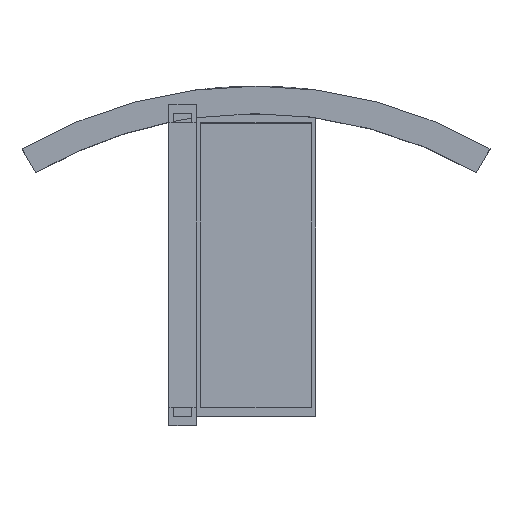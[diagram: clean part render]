
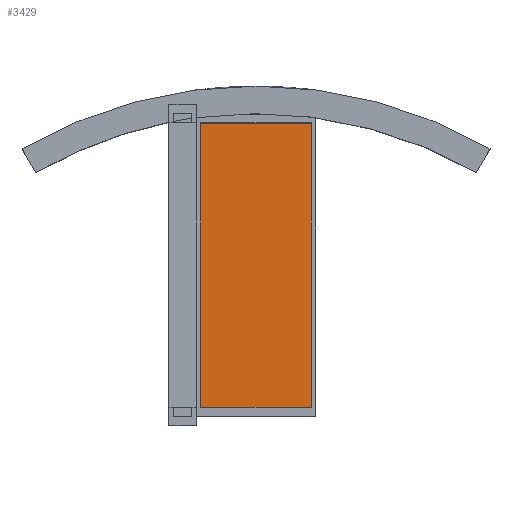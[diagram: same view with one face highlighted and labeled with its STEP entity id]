
A CAD part, top view. The second image highlights one B-rep face of the part: STEP entity #3429.
In plain terms, the highlighted planar face has unit normal (0, 0, 1).
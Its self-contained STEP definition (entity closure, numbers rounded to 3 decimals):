
#964 = PLANE('',#965);
#965 = AXIS2_PLACEMENT_3D('',#966,#967,#968);
#966 = CARTESIAN_POINT('',(13.5,38.,2.));
#967 = DIRECTION('',(0.,0.,1.));
#968 = DIRECTION('',(-1.,0.,0.));
#2417 = PLANE('',#2418);
#2418 = AXIS2_PLACEMENT_3D('',#2419,#2420,#2421);
#2419 = CARTESIAN_POINT('',(14.5,7.,2.));
#2420 = DIRECTION('',(1.,0.,0.));
#2421 = DIRECTION('',(0.,0.,1.));
#2456 = VERTEX_POINT('',#2457);
#2457 = CARTESIAN_POINT('',(13.5,38.,2.));
#2493 = PLANE('',#2494);
#2494 = AXIS2_PLACEMENT_3D('',#2495,#2496,#2497);
#2495 = CARTESIAN_POINT('',(2.5,38.,2.));
#2496 = DIRECTION('',(0.,1.,0.));
#2497 = DIRECTION('',(0.,0.,1.));
#2517 = VERTEX_POINT('',#2518);
#2518 = CARTESIAN_POINT('',(3.5,38.,2.));
#2539 = EDGE_CURVE('',#2456,#2517,#2540,.T.);
#2540 = SURFACE_CURVE('',#2541,(#2545,#2552),.PCURVE_S1.);
#2541 = LINE('',#2542,#2543);
#2542 = CARTESIAN_POINT('',(3.5,38.,2.));
#2543 = VECTOR('',#2544,1.);
#2544 = DIRECTION('',(-1.,0.,0.));
#2545 = PCURVE('',#964,#2546);
#2546 = DEFINITIONAL_REPRESENTATION('',(#2547),#2551);
#2547 = LINE('',#2548,#2549);
#2548 = CARTESIAN_POINT('',(10.,0.));
#2549 = VECTOR('',#2550,1.);
#2550 = DIRECTION('',(1.,0.));
#2551 = ( GEOMETRIC_REPRESENTATION_CONTEXT(2) 
PARAMETRIC_REPRESENTATION_CONTEXT() REPRESENTATION_CONTEXT('2D SPACE',''
  ) );
#2552 = PCURVE('',#2553,#2558);
#2553 = PLANE('',#2554);
#2554 = AXIS2_PLACEMENT_3D('',#2555,#2556,#2557);
#2555 = CARTESIAN_POINT('',(2.5,7.,2.));
#2556 = DIRECTION('',(0.,0.,1.));
#2557 = DIRECTION('',(1.,0.,0.));
#2558 = DEFINITIONAL_REPRESENTATION('',(#2559),#2563);
#2559 = LINE('',#2560,#2561);
#2560 = CARTESIAN_POINT('',(1.,31.));
#2561 = VECTOR('',#2562,1.);
#2562 = DIRECTION('',(-1.,0.));
#2563 = ( GEOMETRIC_REPRESENTATION_CONTEXT(2) 
PARAMETRIC_REPRESENTATION_CONTEXT() REPRESENTATION_CONTEXT('2D SPACE',''
  ) );
#2587 = PLANE('',#2588);
#2588 = AXIS2_PLACEMENT_3D('',#2589,#2590,#2591);
#2589 = CARTESIAN_POINT('',(2.5,38.,2.));
#2590 = DIRECTION('',(0.,1.,0.));
#2591 = DIRECTION('',(0.,0.,1.));
#2660 = PLANE('',#2661);
#2661 = AXIS2_PLACEMENT_3D('',#2662,#2663,#2664);
#2662 = CARTESIAN_POINT('',(2.5,7.,2.));
#2663 = DIRECTION('',(1.,0.,0.));
#2664 = DIRECTION('',(0.,0.,1.));
#3310 = VERTEX_POINT('',#3311);
#3311 = CARTESIAN_POINT('',(14.5,7.,2.));
#3327 = PLANE('',#3328);
#3328 = AXIS2_PLACEMENT_3D('',#3329,#3330,#3331);
#3329 = CARTESIAN_POINT('',(2.5,7.,2.));
#3330 = DIRECTION('',(0.,1.,0.));
#3331 = DIRECTION('',(0.,0.,1.));
#3339 = EDGE_CURVE('',#3310,#3340,#3342,.T.);
#3340 = VERTEX_POINT('',#3341);
#3341 = CARTESIAN_POINT('',(14.5,38.,2.));
#3342 = SURFACE_CURVE('',#3343,(#3347,#3354),.PCURVE_S1.);
#3343 = LINE('',#3344,#3345);
#3344 = CARTESIAN_POINT('',(14.5,7.,2.));
#3345 = VECTOR('',#3346,1.);
#3346 = DIRECTION('',(0.,1.,0.));
#3347 = PCURVE('',#2417,#3348);
#3348 = DEFINITIONAL_REPRESENTATION('',(#3349),#3353);
#3349 = LINE('',#3350,#3351);
#3350 = CARTESIAN_POINT('',(0.,0.));
#3351 = VECTOR('',#3352,1.);
#3352 = DIRECTION('',(0.,-1.));
#3353 = ( GEOMETRIC_REPRESENTATION_CONTEXT(2) 
PARAMETRIC_REPRESENTATION_CONTEXT() REPRESENTATION_CONTEXT('2D SPACE',''
  ) );
#3354 = PCURVE('',#2553,#3355);
#3355 = DEFINITIONAL_REPRESENTATION('',(#3356),#3360);
#3356 = LINE('',#3357,#3358);
#3357 = CARTESIAN_POINT('',(12.,0.));
#3358 = VECTOR('',#3359,1.);
#3359 = DIRECTION('',(0.,1.));
#3360 = ( GEOMETRIC_REPRESENTATION_CONTEXT(2) 
PARAMETRIC_REPRESENTATION_CONTEXT() REPRESENTATION_CONTEXT('2D SPACE',''
  ) );
#3409 = EDGE_CURVE('',#2456,#3340,#3410,.T.);
#3410 = SURFACE_CURVE('',#3411,(#3415,#3422),.PCURVE_S1.);
#3411 = LINE('',#3412,#3413);
#3412 = CARTESIAN_POINT('',(2.5,38.,2.));
#3413 = VECTOR('',#3414,1.);
#3414 = DIRECTION('',(1.,0.,0.));
#3415 = PCURVE('',#2493,#3416);
#3416 = DEFINITIONAL_REPRESENTATION('',(#3417),#3421);
#3417 = LINE('',#3418,#3419);
#3418 = CARTESIAN_POINT('',(0.,0.));
#3419 = VECTOR('',#3420,1.);
#3420 = DIRECTION('',(0.,1.));
#3421 = ( GEOMETRIC_REPRESENTATION_CONTEXT(2) 
PARAMETRIC_REPRESENTATION_CONTEXT() REPRESENTATION_CONTEXT('2D SPACE',''
  ) );
#3422 = PCURVE('',#2553,#3423);
#3423 = DEFINITIONAL_REPRESENTATION('',(#3424),#3428);
#3424 = LINE('',#3425,#3426);
#3425 = CARTESIAN_POINT('',(0.,31.));
#3426 = VECTOR('',#3427,1.);
#3427 = DIRECTION('',(1.,0.));
#3428 = ( GEOMETRIC_REPRESENTATION_CONTEXT(2) 
PARAMETRIC_REPRESENTATION_CONTEXT() REPRESENTATION_CONTEXT('2D SPACE',''
  ) );
#3429 = ADVANCED_FACE('',(#3430),#2553,.T.);
#3430 = FACE_BOUND('',#3431,.T.);
#3431 = EDGE_LOOP('',(#3432,#3457,#3478,#3479,#3480,#3481));
#3432 = ORIENTED_EDGE('',*,*,#3433,.F.);
#3433 = EDGE_CURVE('',#3434,#3436,#3438,.T.);
#3434 = VERTEX_POINT('',#3435);
#3435 = CARTESIAN_POINT('',(2.5,7.,2.));
#3436 = VERTEX_POINT('',#3437);
#3437 = CARTESIAN_POINT('',(2.5,38.,2.));
#3438 = SURFACE_CURVE('',#3439,(#3443,#3450),.PCURVE_S1.);
#3439 = LINE('',#3440,#3441);
#3440 = CARTESIAN_POINT('',(2.5,7.,2.));
#3441 = VECTOR('',#3442,1.);
#3442 = DIRECTION('',(0.,1.,0.));
#3443 = PCURVE('',#2553,#3444);
#3444 = DEFINITIONAL_REPRESENTATION('',(#3445),#3449);
#3445 = LINE('',#3446,#3447);
#3446 = CARTESIAN_POINT('',(0.,0.));
#3447 = VECTOR('',#3448,1.);
#3448 = DIRECTION('',(0.,1.));
#3449 = ( GEOMETRIC_REPRESENTATION_CONTEXT(2) 
PARAMETRIC_REPRESENTATION_CONTEXT() REPRESENTATION_CONTEXT('2D SPACE',''
  ) );
#3450 = PCURVE('',#2660,#3451);
#3451 = DEFINITIONAL_REPRESENTATION('',(#3452),#3456);
#3452 = LINE('',#3453,#3454);
#3453 = CARTESIAN_POINT('',(0.,0.));
#3454 = VECTOR('',#3455,1.);
#3455 = DIRECTION('',(0.,-1.));
#3456 = ( GEOMETRIC_REPRESENTATION_CONTEXT(2) 
PARAMETRIC_REPRESENTATION_CONTEXT() REPRESENTATION_CONTEXT('2D SPACE',''
  ) );
#3457 = ORIENTED_EDGE('',*,*,#3458,.T.);
#3458 = EDGE_CURVE('',#3434,#3310,#3459,.T.);
#3459 = SURFACE_CURVE('',#3460,(#3464,#3471),.PCURVE_S1.);
#3460 = LINE('',#3461,#3462);
#3461 = CARTESIAN_POINT('',(2.5,7.,2.));
#3462 = VECTOR('',#3463,1.);
#3463 = DIRECTION('',(1.,0.,0.));
#3464 = PCURVE('',#2553,#3465);
#3465 = DEFINITIONAL_REPRESENTATION('',(#3466),#3470);
#3466 = LINE('',#3467,#3468);
#3467 = CARTESIAN_POINT('',(0.,0.));
#3468 = VECTOR('',#3469,1.);
#3469 = DIRECTION('',(1.,0.));
#3470 = ( GEOMETRIC_REPRESENTATION_CONTEXT(2) 
PARAMETRIC_REPRESENTATION_CONTEXT() REPRESENTATION_CONTEXT('2D SPACE',''
  ) );
#3471 = PCURVE('',#3327,#3472);
#3472 = DEFINITIONAL_REPRESENTATION('',(#3473),#3477);
#3473 = LINE('',#3474,#3475);
#3474 = CARTESIAN_POINT('',(0.,0.));
#3475 = VECTOR('',#3476,1.);
#3476 = DIRECTION('',(0.,1.));
#3477 = ( GEOMETRIC_REPRESENTATION_CONTEXT(2) 
PARAMETRIC_REPRESENTATION_CONTEXT() REPRESENTATION_CONTEXT('2D SPACE',''
  ) );
#3478 = ORIENTED_EDGE('',*,*,#3339,.T.);
#3479 = ORIENTED_EDGE('',*,*,#3409,.F.);
#3480 = ORIENTED_EDGE('',*,*,#2539,.T.);
#3481 = ORIENTED_EDGE('',*,*,#3482,.F.);
#3482 = EDGE_CURVE('',#3436,#2517,#3483,.T.);
#3483 = SURFACE_CURVE('',#3484,(#3488,#3495),.PCURVE_S1.);
#3484 = LINE('',#3485,#3486);
#3485 = CARTESIAN_POINT('',(2.5,38.,2.));
#3486 = VECTOR('',#3487,1.);
#3487 = DIRECTION('',(1.,0.,0.));
#3488 = PCURVE('',#2553,#3489);
#3489 = DEFINITIONAL_REPRESENTATION('',(#3490),#3494);
#3490 = LINE('',#3491,#3492);
#3491 = CARTESIAN_POINT('',(0.,31.));
#3492 = VECTOR('',#3493,1.);
#3493 = DIRECTION('',(1.,0.));
#3494 = ( GEOMETRIC_REPRESENTATION_CONTEXT(2) 
PARAMETRIC_REPRESENTATION_CONTEXT() REPRESENTATION_CONTEXT('2D SPACE',''
  ) );
#3495 = PCURVE('',#2587,#3496);
#3496 = DEFINITIONAL_REPRESENTATION('',(#3497),#3501);
#3497 = LINE('',#3498,#3499);
#3498 = CARTESIAN_POINT('',(0.,0.));
#3499 = VECTOR('',#3500,1.);
#3500 = DIRECTION('',(0.,1.));
#3501 = ( GEOMETRIC_REPRESENTATION_CONTEXT(2) 
PARAMETRIC_REPRESENTATION_CONTEXT() REPRESENTATION_CONTEXT('2D SPACE',''
  ) );
